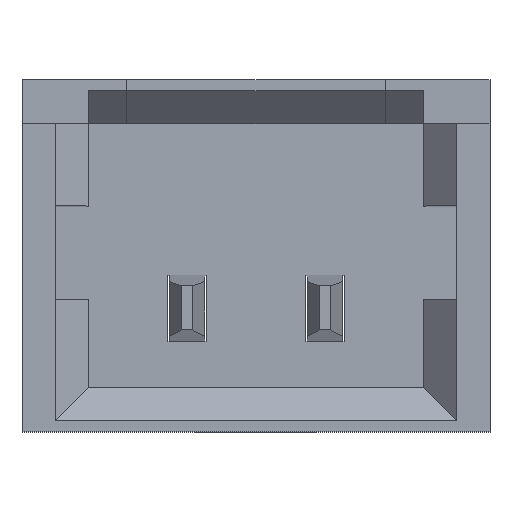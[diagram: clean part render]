
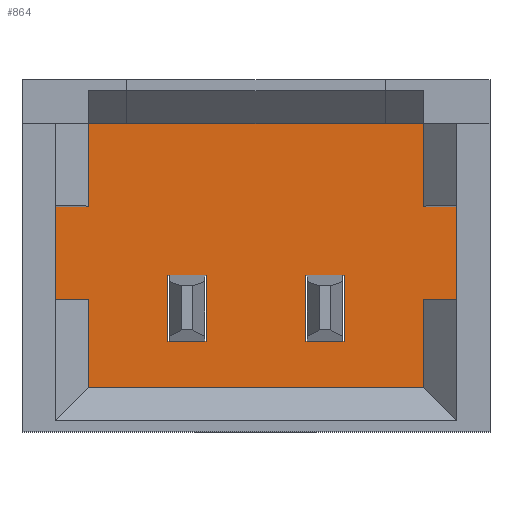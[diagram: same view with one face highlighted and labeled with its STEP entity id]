
A CAD part, top view. The second image highlights one B-rep face of the part: STEP entity #864.
In plain terms, the highlighted planar face has unit normal (0, 0, 1).
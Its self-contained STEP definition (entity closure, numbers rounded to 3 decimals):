
#229 = VERTEX_POINT('',#230);
#230 = CARTESIAN_POINT('',(-1.2,0.925,1.25));
#236 = EDGE_CURVE('',#229,#237,#239,.T.);
#237 = VERTEX_POINT('',#238);
#238 = CARTESIAN_POINT('',(-1.2,0.075,1.25));
#239 = LINE('',#240,#241);
#240 = CARTESIAN_POINT('',(-1.2,0.925,1.25));
#241 = VECTOR('',#242,1.);
#242 = DIRECTION('',(0.,-1.,0.));
#525 = VERTEX_POINT('',#526);
#526 = CARTESIAN_POINT('',(2.45,0.925,1.25));
#532 = EDGE_CURVE('',#525,#533,#535,.T.);
#533 = VERTEX_POINT('',#534);
#534 = CARTESIAN_POINT('',(2.45,0.075,1.25));
#535 = LINE('',#536,#537);
#536 = CARTESIAN_POINT('',(2.45,0.925,1.25));
#537 = VECTOR('',#538,1.);
#538 = DIRECTION('',(0.,-1.,0.));
#573 = VERTEX_POINT('',#574);
#574 = CARTESIAN_POINT('',(-0.9,1.675,1.25));
#580 = EDGE_CURVE('',#573,#581,#583,.T.);
#581 = VERTEX_POINT('',#582);
#582 = CARTESIAN_POINT('',(-0.9,0.925,1.25));
#583 = LINE('',#584,#585);
#584 = CARTESIAN_POINT('',(-0.9,1.675,1.25));
#585 = VECTOR('',#586,1.);
#586 = DIRECTION('',(0.,-1.,0.));
#637 = EDGE_CURVE('',#581,#229,#638,.T.);
#638 = LINE('',#639,#640);
#639 = CARTESIAN_POINT('',(-0.9,0.925,1.25));
#640 = VECTOR('',#641,1.);
#641 = DIRECTION('',(-1.,0.,0.));
#845 = VERTEX_POINT('',#846);
#846 = CARTESIAN_POINT('',(-0.9,0.075,1.25));
#854 = EDGE_CURVE('',#237,#845,#855,.T.);
#855 = LINE('',#856,#857);
#856 = CARTESIAN_POINT('',(-1.2,0.075,1.25));
#857 = VECTOR('',#858,1.);
#858 = DIRECTION('',(1.,0.,0.));
#864 = ADVANCED_FACE('',(#865,#924,#990),#1056,.F.);
#865 = FACE_BOUND('',#866,.F.);
#866 = EDGE_LOOP('',(#867,#868,#876,#884,#890,#891,#899,#907,#915,#921,
    #922,#923));
#867 = ORIENTED_EDGE('',*,*,#580,.F.);
#868 = ORIENTED_EDGE('',*,*,#869,.T.);
#869 = EDGE_CURVE('',#573,#870,#872,.T.);
#870 = VERTEX_POINT('',#871);
#871 = CARTESIAN_POINT('',(2.15,1.675,1.25));
#872 = LINE('',#873,#874);
#873 = CARTESIAN_POINT('',(-0.9,1.675,1.25));
#874 = VECTOR('',#875,1.);
#875 = DIRECTION('',(1.,0.,0.));
#876 = ORIENTED_EDGE('',*,*,#877,.T.);
#877 = EDGE_CURVE('',#870,#878,#880,.T.);
#878 = VERTEX_POINT('',#879);
#879 = CARTESIAN_POINT('',(2.15,0.925,1.25));
#880 = LINE('',#881,#882);
#881 = CARTESIAN_POINT('',(2.15,1.675,1.25));
#882 = VECTOR('',#883,1.);
#883 = DIRECTION('',(0.,-1.,0.));
#884 = ORIENTED_EDGE('',*,*,#885,.T.);
#885 = EDGE_CURVE('',#878,#525,#886,.T.);
#886 = LINE('',#887,#888);
#887 = CARTESIAN_POINT('',(2.15,0.925,1.25));
#888 = VECTOR('',#889,1.);
#889 = DIRECTION('',(1.,0.,0.));
#890 = ORIENTED_EDGE('',*,*,#532,.T.);
#891 = ORIENTED_EDGE('',*,*,#892,.T.);
#892 = EDGE_CURVE('',#533,#893,#895,.T.);
#893 = VERTEX_POINT('',#894);
#894 = CARTESIAN_POINT('',(2.15,0.075,1.25));
#895 = LINE('',#896,#897);
#896 = CARTESIAN_POINT('',(2.45,0.075,1.25));
#897 = VECTOR('',#898,1.);
#898 = DIRECTION('',(-1.,0.,0.));
#899 = ORIENTED_EDGE('',*,*,#900,.T.);
#900 = EDGE_CURVE('',#893,#901,#903,.T.);
#901 = VERTEX_POINT('',#902);
#902 = CARTESIAN_POINT('',(2.15,-0.725,1.25));
#903 = LINE('',#904,#905);
#904 = CARTESIAN_POINT('',(2.15,0.075,1.25));
#905 = VECTOR('',#906,1.);
#906 = DIRECTION('',(0.,-1.,0.));
#907 = ORIENTED_EDGE('',*,*,#908,.T.);
#908 = EDGE_CURVE('',#901,#909,#911,.T.);
#909 = VERTEX_POINT('',#910);
#910 = CARTESIAN_POINT('',(-0.9,-0.725,1.25));
#911 = LINE('',#912,#913);
#912 = CARTESIAN_POINT('',(2.15,-0.725,1.25));
#913 = VECTOR('',#914,1.);
#914 = DIRECTION('',(-1.,0.,0.));
#915 = ORIENTED_EDGE('',*,*,#916,.F.);
#916 = EDGE_CURVE('',#845,#909,#917,.T.);
#917 = LINE('',#918,#919);
#918 = CARTESIAN_POINT('',(-0.9,0.075,1.25));
#919 = VECTOR('',#920,1.);
#920 = DIRECTION('',(0.,-1.,0.));
#921 = ORIENTED_EDGE('',*,*,#854,.F.);
#922 = ORIENTED_EDGE('',*,*,#236,.F.);
#923 = ORIENTED_EDGE('',*,*,#637,.F.);
#924 = FACE_BOUND('',#925,.F.);
#925 = EDGE_LOOP('',(#926,#936,#944,#952,#960,#968,#976,#984));
#926 = ORIENTED_EDGE('',*,*,#927,.F.);
#927 = EDGE_CURVE('',#928,#930,#932,.T.);
#928 = VERTEX_POINT('',#929);
#929 = CARTESIAN_POINT('',(-0.175,0.3,1.25));
#930 = VERTEX_POINT('',#931);
#931 = CARTESIAN_POINT('',(-0.16,0.3,1.25));
#932 = LINE('',#933,#934);
#933 = CARTESIAN_POINT('',(-0.175,0.3,1.25));
#934 = VECTOR('',#935,1.);
#935 = DIRECTION('',(1.,0.,0.));
#936 = ORIENTED_EDGE('',*,*,#937,.F.);
#937 = EDGE_CURVE('',#938,#928,#940,.T.);
#938 = VERTEX_POINT('',#939);
#939 = CARTESIAN_POINT('',(-0.175,-0.3,1.25));
#940 = LINE('',#941,#942);
#941 = CARTESIAN_POINT('',(-0.175,-0.3,1.25));
#942 = VECTOR('',#943,1.);
#943 = DIRECTION('',(0.,1.,0.));
#944 = ORIENTED_EDGE('',*,*,#945,.F.);
#945 = EDGE_CURVE('',#946,#938,#948,.T.);
#946 = VERTEX_POINT('',#947);
#947 = CARTESIAN_POINT('',(-0.16,-0.3,1.25));
#948 = LINE('',#949,#950);
#949 = CARTESIAN_POINT('',(0.175,-0.3,1.25));
#950 = VECTOR('',#951,1.);
#951 = DIRECTION('',(-1.,0.,0.));
#952 = ORIENTED_EDGE('',*,*,#953,.F.);
#953 = EDGE_CURVE('',#954,#946,#956,.T.);
#954 = VERTEX_POINT('',#955);
#955 = CARTESIAN_POINT('',(0.16,-0.3,1.25));
#956 = LINE('',#957,#958);
#957 = CARTESIAN_POINT('',(0.175,-0.3,1.25));
#958 = VECTOR('',#959,1.);
#959 = DIRECTION('',(-1.,0.,0.));
#960 = ORIENTED_EDGE('',*,*,#961,.F.);
#961 = EDGE_CURVE('',#962,#954,#964,.T.);
#962 = VERTEX_POINT('',#963);
#963 = CARTESIAN_POINT('',(0.175,-0.3,1.25));
#964 = LINE('',#965,#966);
#965 = CARTESIAN_POINT('',(0.175,-0.3,1.25));
#966 = VECTOR('',#967,1.);
#967 = DIRECTION('',(-1.,0.,0.));
#968 = ORIENTED_EDGE('',*,*,#969,.F.);
#969 = EDGE_CURVE('',#970,#962,#972,.T.);
#970 = VERTEX_POINT('',#971);
#971 = CARTESIAN_POINT('',(0.175,0.3,1.25));
#972 = LINE('',#973,#974);
#973 = CARTESIAN_POINT('',(0.175,0.3,1.25));
#974 = VECTOR('',#975,1.);
#975 = DIRECTION('',(0.,-1.,0.));
#976 = ORIENTED_EDGE('',*,*,#977,.F.);
#977 = EDGE_CURVE('',#978,#970,#980,.T.);
#978 = VERTEX_POINT('',#979);
#979 = CARTESIAN_POINT('',(0.16,0.3,1.25));
#980 = LINE('',#981,#982);
#981 = CARTESIAN_POINT('',(-0.175,0.3,1.25));
#982 = VECTOR('',#983,1.);
#983 = DIRECTION('',(1.,0.,0.));
#984 = ORIENTED_EDGE('',*,*,#985,.F.);
#985 = EDGE_CURVE('',#930,#978,#986,.T.);
#986 = LINE('',#987,#988);
#987 = CARTESIAN_POINT('',(-0.175,0.3,1.25));
#988 = VECTOR('',#989,1.);
#989 = DIRECTION('',(1.,0.,0.));
#990 = FACE_BOUND('',#991,.F.);
#991 = EDGE_LOOP('',(#992,#1002,#1010,#1018,#1026,#1034,#1042,#1050));
#992 = ORIENTED_EDGE('',*,*,#993,.F.);
#993 = EDGE_CURVE('',#994,#996,#998,.T.);
#994 = VERTEX_POINT('',#995);
#995 = CARTESIAN_POINT('',(1.075,0.3,1.25));
#996 = VERTEX_POINT('',#997);
#997 = CARTESIAN_POINT('',(1.09,0.3,1.25));
#998 = LINE('',#999,#1000);
#999 = CARTESIAN_POINT('',(1.075,0.3,1.25));
#1000 = VECTOR('',#1001,1.);
#1001 = DIRECTION('',(1.,0.,0.));
#1002 = ORIENTED_EDGE('',*,*,#1003,.F.);
#1003 = EDGE_CURVE('',#1004,#994,#1006,.T.);
#1004 = VERTEX_POINT('',#1005);
#1005 = CARTESIAN_POINT('',(1.075,-0.3,1.25));
#1006 = LINE('',#1007,#1008);
#1007 = CARTESIAN_POINT('',(1.075,-0.3,1.25));
#1008 = VECTOR('',#1009,1.);
#1009 = DIRECTION('',(0.,1.,0.));
#1010 = ORIENTED_EDGE('',*,*,#1011,.F.);
#1011 = EDGE_CURVE('',#1012,#1004,#1014,.T.);
#1012 = VERTEX_POINT('',#1013);
#1013 = CARTESIAN_POINT('',(1.09,-0.3,1.25));
#1014 = LINE('',#1015,#1016);
#1015 = CARTESIAN_POINT('',(1.425,-0.3,1.25));
#1016 = VECTOR('',#1017,1.);
#1017 = DIRECTION('',(-1.,0.,0.));
#1018 = ORIENTED_EDGE('',*,*,#1019,.F.);
#1019 = EDGE_CURVE('',#1020,#1012,#1022,.T.);
#1020 = VERTEX_POINT('',#1021);
#1021 = CARTESIAN_POINT('',(1.41,-0.3,1.25));
#1022 = LINE('',#1023,#1024);
#1023 = CARTESIAN_POINT('',(1.425,-0.3,1.25));
#1024 = VECTOR('',#1025,1.);
#1025 = DIRECTION('',(-1.,0.,0.));
#1026 = ORIENTED_EDGE('',*,*,#1027,.F.);
#1027 = EDGE_CURVE('',#1028,#1020,#1030,.T.);
#1028 = VERTEX_POINT('',#1029);
#1029 = CARTESIAN_POINT('',(1.425,-0.3,1.25));
#1030 = LINE('',#1031,#1032);
#1031 = CARTESIAN_POINT('',(1.425,-0.3,1.25));
#1032 = VECTOR('',#1033,1.);
#1033 = DIRECTION('',(-1.,0.,0.));
#1034 = ORIENTED_EDGE('',*,*,#1035,.F.);
#1035 = EDGE_CURVE('',#1036,#1028,#1038,.T.);
#1036 = VERTEX_POINT('',#1037);
#1037 = CARTESIAN_POINT('',(1.425,0.3,1.25));
#1038 = LINE('',#1039,#1040);
#1039 = CARTESIAN_POINT('',(1.425,0.3,1.25));
#1040 = VECTOR('',#1041,1.);
#1041 = DIRECTION('',(0.,-1.,0.));
#1042 = ORIENTED_EDGE('',*,*,#1043,.F.);
#1043 = EDGE_CURVE('',#1044,#1036,#1046,.T.);
#1044 = VERTEX_POINT('',#1045);
#1045 = CARTESIAN_POINT('',(1.41,0.3,1.25));
#1046 = LINE('',#1047,#1048);
#1047 = CARTESIAN_POINT('',(1.075,0.3,1.25));
#1048 = VECTOR('',#1049,1.);
#1049 = DIRECTION('',(1.,0.,0.));
#1050 = ORIENTED_EDGE('',*,*,#1051,.F.);
#1051 = EDGE_CURVE('',#996,#1044,#1052,.T.);
#1052 = LINE('',#1053,#1054);
#1053 = CARTESIAN_POINT('',(1.075,0.3,1.25));
#1054 = VECTOR('',#1055,1.);
#1055 = DIRECTION('',(1.,0.,0.));
#1056 = PLANE('',#1057);
#1057 = AXIS2_PLACEMENT_3D('',#1058,#1059,#1060);
#1058 = CARTESIAN_POINT('',(0.625,0.477,1.25));
#1059 = DIRECTION('',(0.,0.,-1.));
#1060 = DIRECTION('',(-1.,0.,0.));
